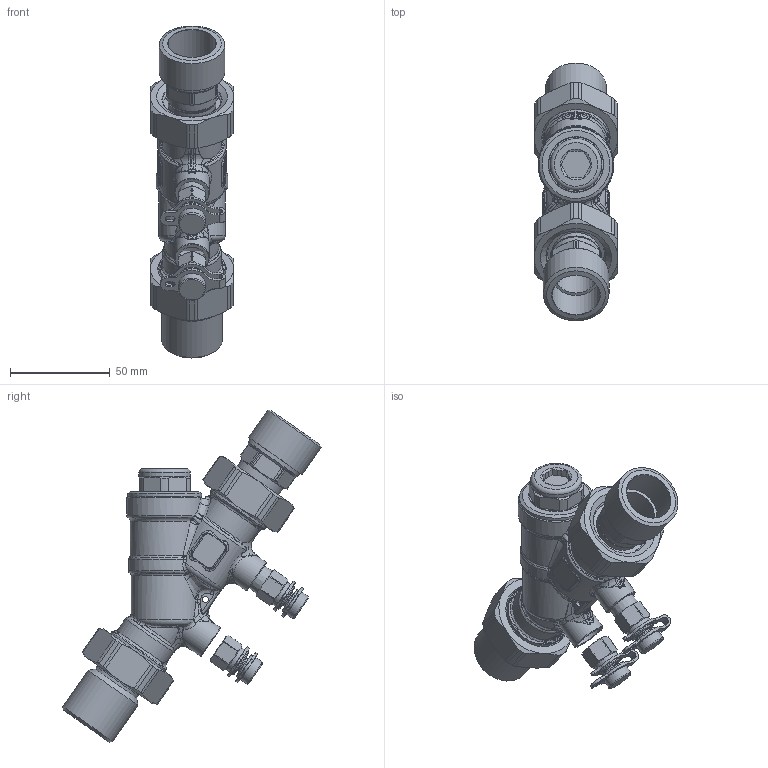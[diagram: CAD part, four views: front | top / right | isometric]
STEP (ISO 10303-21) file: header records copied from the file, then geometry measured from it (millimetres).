
FILE_DESCRIPTION(/* description */ (''),/* implementation_level */ '2;1');
FILE_NAME(/* name */ '128461AFC_Simplify_1.stp',/* time_stamp */ '2025-08-04T15:37:23-05:00',/* author */ ('ischreiner'),/* organization */ (''),/* preprocessor_version */ 'ST-DEVELOPER v20',/* originating_system */ 'Autodesk Inventor 2025',/* authorisation */ '');
FILE_SCHEMA (('AUTOMOTIVE_DESIGN { 1 0 10303 214 3 1 1 }'));
Length unit declared in the file: inch
Products named in the file (1): 128461AFC_Simplify_1
Bounding box: 41.91 x 129.39 x 166.23 mm (x, y, z)
Volume: 187038.2 mm3; surface area: 49630 mm2
Topology: 7 solids, 7 shells, 1275 faces, 3100 edges, 1846 vertices
Faces by surface type: bspline 746, cylinder 195, plane 173, cone 106, torus 51, sphere 4
Full cylindrical faces by diameter (mm): 3 x1, 8 x2, 11.5 x2, 12 x4, 12.2 x2, 13.5 x6, 13.9 x2, 17.5 x2, 21 x1, 24 x3, 24.13 x1, 25.4 x1, 25.5 x1, 25.8 x1, 27.94 x1, 29.5 x1, 30 x3, 30.048 x2, 30.3 x2, 30.48 x3, 32.8 x1, 33.1 x2, 37 x1
Entity records: 144882 total; most frequent: CARTESIAN_POINT 118583, ORIENTED_EDGE 6164, DIRECTION 3643, EDGE_CURVE 3082, VERTEX_POINT 1846, AXIS2_PLACEMENT_3D 1582, B_SPLINE_CURVE_WITH_KNOTS 1395, EDGE_LOOP 1320
